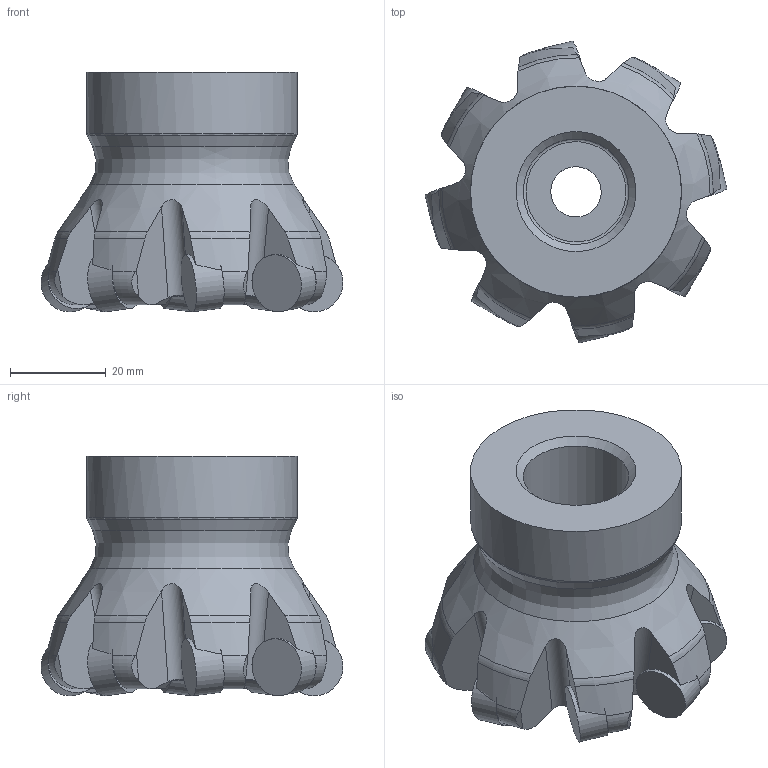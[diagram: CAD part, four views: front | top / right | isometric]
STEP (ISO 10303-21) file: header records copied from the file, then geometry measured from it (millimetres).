
FILE_DESCRIPTION(/* description */ (''),/* implementation_level */ '2;1');
FILE_NAME(/* name */ '1668159120478.stp',/* time_stamp */ '2022-11-11T15:02:16+06:00',/* author */ (''),/* organization */ ('SMS'),/* preprocessor_version */ 'ST-DEVELOPER v16.7',/* originating_system */ 'SIEMENS PLM Software NX 12.0',/* authorisation */ '');
FILE_SCHEMA (('AUTOMOTIVE_DESIGN { 1 0 10303 214 3 1 1 1 }'));
Length unit declared in the file: millimetre
Products named in the file (4): ASSEMBLY_CONSTRUCTION; 204371717mod000_00; 204373103mod000_00; 204373110mod000_00
Assembly tree (10 placements, depth 2):
  204373110mod000_00
    204373103mod000_00
    204371717mod000_00  x8
    ASSEMBLY_CONSTRUCTION
Bounding box: 62.98 x 62.98 x 50 mm (x, y, z)
Volume: 68820.6 mm3; surface area: 18883.6 mm2
Topology: 9 solids, 9 shells, 132 faces, 337 edges, 254 vertices
Faces by surface type: plane 68, cylinder 29, torus 22, cone 13
Full cylindrical faces by diameter (mm): 10.5 x1, 12 x8, 17.1 x1, 22.011 x1, 22.5 x1, 44 x1
Entity records: 4174 total; most frequent: CARTESIAN_POINT 1340, ORIENTED_EDGE 570, DIRECTION 490, EDGE_CURVE 285, AXIS2_PLACEMENT_3D 221, VERTEX_POINT 197, B_SPLINE_CURVE_WITH_KNOTS 152, EDGE_LOOP 132
